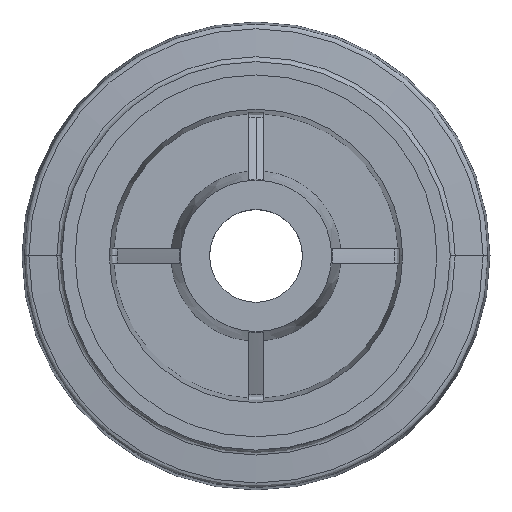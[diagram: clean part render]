
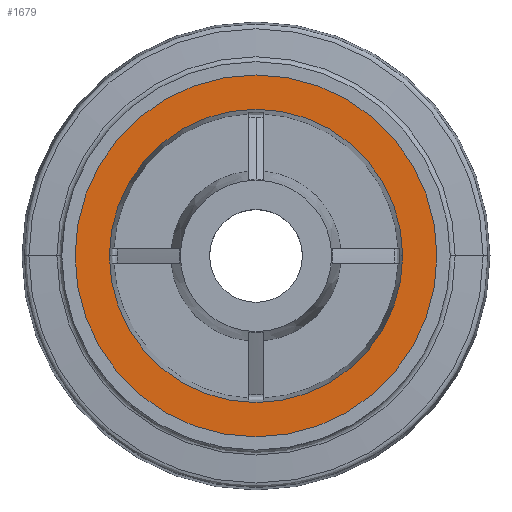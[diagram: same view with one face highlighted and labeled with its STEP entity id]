
A CAD part, top view. The second image highlights one B-rep face of the part: STEP entity #1679.
In plain terms, the highlighted planar face has unit normal (0, 0, 1).
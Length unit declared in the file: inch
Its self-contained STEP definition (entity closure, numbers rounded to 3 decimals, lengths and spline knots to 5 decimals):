
#133 = ORIENTED_EDGE ( 'NONE', *, *, #2784, .F. ) ;
#206 = DIRECTION ( 'NONE',  ( 1., 0., 0. ) ) ;
#281 = ORIENTED_EDGE ( 'NONE', *, *, #2848, .F. ) ;
#444 = CIRCLE ( 'NONE', #2411, 2.32 ) ;
#475 = FACE_BOUND ( 'NONE', #2697, .T. ) ;
#1043 = EDGE_CURVE ( 'NONE', #2972, #5543, #5329, .T. ) ;
#1098 = DIRECTION ( 'NONE',  ( -1., 0., 0. ) ) ;
#1679 = ADVANCED_FACE ( 'NONE', ( #475, #4023 ), #4491, .F. ) ;
#1729 = DIRECTION ( 'NONE',  ( 0., 0., 1. ) ) ;
#1995 = EDGE_CURVE ( 'NONE', #3610, #5758, #2280, .T. ) ;
#2056 = DIRECTION ( 'NONE',  ( 0., 0., 1. ) ) ;
#2088 = CARTESIAN_POINT ( 'NONE',  ( 0., 0., 0.75 ) ) ;
#2185 = DIRECTION ( 'NONE',  ( -1., 0., 0. ) ) ;
#2280 = CIRCLE ( 'NONE', #2934, 2.32 ) ;
#2411 = AXIS2_PLACEMENT_3D ( 'NONE', #4761, #5533, #3569 ) ;
#2575 = CARTESIAN_POINT ( 'NONE',  ( 0., 0., 0.75 ) ) ;
#2697 = EDGE_LOOP ( 'NONE', ( #133, #4954 ) ) ;
#2710 = AXIS2_PLACEMENT_3D ( 'NONE', #4972, #3372, #1098 ) ;
#2784 = EDGE_CURVE ( 'NONE', #5543, #2972, #5812, .T. ) ;
#2848 = EDGE_CURVE ( 'NONE', #5758, #3610, #444, .T. ) ;
#2863 = CARTESIAN_POINT ( 'NONE',  ( 1.88, 0., 0.75 ) ) ;
#2915 = CARTESIAN_POINT ( 'NONE',  ( -1.88, 0., 0.75 ) ) ;
#2934 = AXIS2_PLACEMENT_3D ( 'NONE', #2088, #4826, #2185 ) ;
#2972 = VERTEX_POINT ( 'NONE', #2915 ) ;
#3372 = DIRECTION ( 'NONE',  ( 0., 0., -1. ) ) ;
#3569 = DIRECTION ( 'NONE',  ( -1., 0., 0. ) ) ;
#3610 = VERTEX_POINT ( 'NONE', #5129 ) ;
#3860 = ORIENTED_EDGE ( 'NONE', *, *, #1995, .F. ) ;
#4023 = FACE_OUTER_BOUND ( 'NONE', #4202, .T. ) ;
#4192 = AXIS2_PLACEMENT_3D ( 'NONE', #4286, #2056, #206 ) ;
#4202 = EDGE_LOOP ( 'NONE', ( #3860, #281 ) ) ;
#4286 = CARTESIAN_POINT ( 'NONE',  ( 0., 0., 0.75 ) ) ;
#4367 = DIRECTION ( 'NONE',  ( 1., 0., 0. ) ) ;
#4491 = PLANE ( 'NONE',  #2710 ) ;
#4675 = CARTESIAN_POINT ( 'NONE',  ( 2.32, 0., 0.75 ) ) ;
#4761 = CARTESIAN_POINT ( 'NONE',  ( 0., 0., 0.75 ) ) ;
#4826 = DIRECTION ( 'NONE',  ( 0., 0., -1. ) ) ;
#4954 = ORIENTED_EDGE ( 'NONE', *, *, #1043, .F. ) ;
#4972 = CARTESIAN_POINT ( 'NONE',  ( 0., 1.88, 0.75 ) ) ;
#5128 = AXIS2_PLACEMENT_3D ( 'NONE', #2575, #1729, #4367 ) ;
#5129 = CARTESIAN_POINT ( 'NONE',  ( -2.32, 0., 0.75 ) ) ;
#5329 = CIRCLE ( 'NONE', #5128, 1.88 ) ;
#5533 = DIRECTION ( 'NONE',  ( 0., 0., -1. ) ) ;
#5543 = VERTEX_POINT ( 'NONE', #2863 ) ;
#5758 = VERTEX_POINT ( 'NONE', #4675 ) ;
#5812 = CIRCLE ( 'NONE', #4192, 1.88 ) ;
